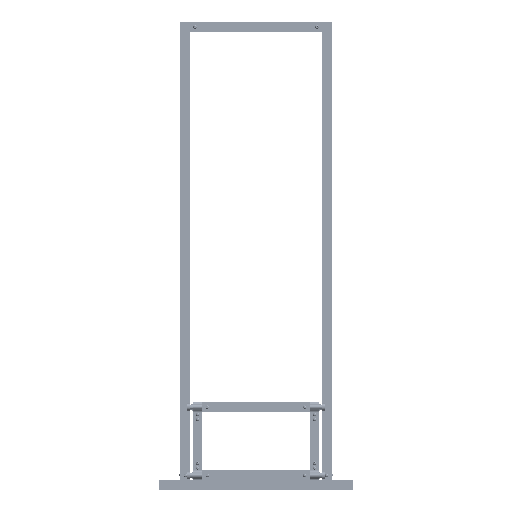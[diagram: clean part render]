
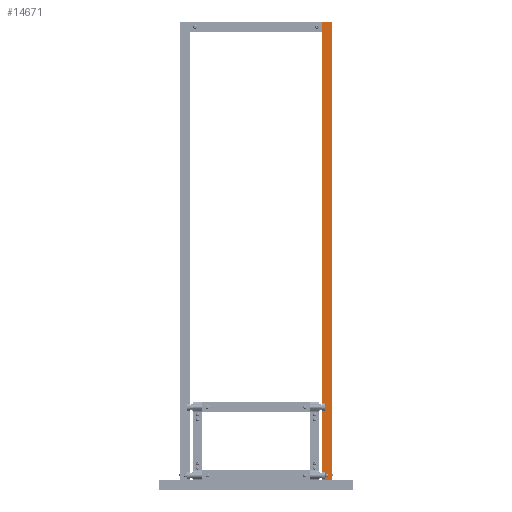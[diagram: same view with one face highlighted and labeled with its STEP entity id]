
A CAD part, top view. The second image highlights one B-rep face of the part: STEP entity #14671.
In plain terms, the highlighted face is planar.
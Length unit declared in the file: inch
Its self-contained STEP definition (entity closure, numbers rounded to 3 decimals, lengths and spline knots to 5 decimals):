
#558 = VECTOR ( 'NONE', #25950, 39.37008 ) ;
#684 = DIRECTION ( 'NONE',  ( -1., 0., 0. ) ) ;
#1313 = VERTEX_POINT ( 'NONE', #7573 ) ;
#1924 = CARTESIAN_POINT ( 'NONE',  ( 23.5, -1., -0.5 ) ) ;
#2086 = EDGE_CURVE ( 'NONE', #15792, #1313, #19946, .T. ) ;
#2478 = LINE ( 'NONE', #13000, #23613 ) ;
#2564 = EDGE_CURVE ( 'NONE', #21592, #7044, #13658, .T. ) ;
#3610 = ORIENTED_EDGE ( 'NONE', *, *, #2086, .T. ) ;
#4024 = CIRCLE ( 'NONE', #12475, 0.098 ) ;
#4514 = AXIS2_PLACEMENT_3D ( 'NONE', #11879, #12294, #8018 ) ;
#4753 = VECTOR ( 'NONE', #26553, 39.37008 ) ;
#4832 = DIRECTION ( 'NONE',  ( 0., 0., -1. ) ) ;
#5200 = VECTOR ( 'NONE', #4832, 39.37008 ) ;
#6342 = FACE_BOUND ( 'NONE', #22381, .T. ) ;
#6761 = LINE ( 'NONE', #1924, #558 ) ;
#7044 = VERTEX_POINT ( 'NONE', #10335 ) ;
#7573 = CARTESIAN_POINT ( 'NONE',  ( -23.5, -1., -0.5 ) ) ;
#8018 = DIRECTION ( 'NONE',  ( 0., 0., 1. ) ) ;
#8394 = CARTESIAN_POINT ( 'NONE',  ( 23., -1., -0.098 ) ) ;
#8919 = VERTEX_POINT ( 'NONE', #8394 ) ;
#10335 = CARTESIAN_POINT ( 'NONE',  ( 23.5, -1., -0.5 ) ) ;
#10663 = FACE_OUTER_BOUND ( 'NONE', #24202, .T. ) ;
#11630 = CARTESIAN_POINT ( 'NONE',  ( 23.5, -1., 0.5 ) ) ;
#11879 = CARTESIAN_POINT ( 'NONE',  ( 23., -1., 0. ) ) ;
#12294 = DIRECTION ( 'NONE',  ( 0., 1., 0. ) ) ;
#12475 = AXIS2_PLACEMENT_3D ( 'NONE', #24532, #17884, #22440 ) ;
#13000 = CARTESIAN_POINT ( 'NONE',  ( 23.5, -1., 0.5 ) ) ;
#13658 = LINE ( 'NONE', #18097, #4753 ) ;
#14143 = ORIENTED_EDGE ( 'NONE', *, *, #19104, .T. ) ;
#14671 = ADVANCED_FACE ( 'NONE', ( #6342, #10663 ), #15353, .F. ) ;
#14788 = CARTESIAN_POINT ( 'NONE',  ( 23.5, -1., 0.5 ) ) ;
#15353 = PLANE ( 'NONE',  #22598 ) ;
#15375 = ORIENTED_EDGE ( 'NONE', *, *, #15920, .T. ) ;
#15792 = VERTEX_POINT ( 'NONE', #22304 ) ;
#15851 = EDGE_CURVE ( 'NONE', #16966, #8919, #4024, .T. ) ;
#15920 = EDGE_CURVE ( 'NONE', #8919, #16966, #16032, .T. ) ;
#16032 = CIRCLE ( 'NONE', #4514, 0.098 ) ;
#16966 = VERTEX_POINT ( 'NONE', #20471 ) ;
#17884 = DIRECTION ( 'NONE',  ( 0., 1., 0. ) ) ;
#18097 = CARTESIAN_POINT ( 'NONE',  ( 23.5, -1., 0.5 ) ) ;
#18375 = ORIENTED_EDGE ( 'NONE', *, *, #24732, .F. ) ;
#19104 = EDGE_CURVE ( 'NONE', #21592, #15792, #2478, .T. ) ;
#19165 = ORIENTED_EDGE ( 'NONE', *, *, #2564, .F. ) ;
#19243 = DIRECTION ( 'NONE',  ( 0., 1., 0. ) ) ;
#19946 = LINE ( 'NONE', #24078, #5200 ) ;
#20471 = CARTESIAN_POINT ( 'NONE',  ( 23., -1., 0.098 ) ) ;
#21592 = VERTEX_POINT ( 'NONE', #11630 ) ;
#22304 = CARTESIAN_POINT ( 'NONE',  ( -23.5, -1., 0.5 ) ) ;
#22381 = EDGE_LOOP ( 'NONE', ( #22874, #15375 ) ) ;
#22440 = DIRECTION ( 'NONE',  ( 0., 0., 1. ) ) ;
#22598 = AXIS2_PLACEMENT_3D ( 'NONE', #14788, #19243, #23507 ) ;
#22874 = ORIENTED_EDGE ( 'NONE', *, *, #15851, .T. ) ;
#23507 = DIRECTION ( 'NONE',  ( 0., 0., 1. ) ) ;
#23613 = VECTOR ( 'NONE', #684, 39.37008 ) ;
#24078 = CARTESIAN_POINT ( 'NONE',  ( -23.5, -1., 0.5 ) ) ;
#24202 = EDGE_LOOP ( 'NONE', ( #3610, #18375, #19165, #14143 ) ) ;
#24532 = CARTESIAN_POINT ( 'NONE',  ( 23., -1., 0. ) ) ;
#24732 = EDGE_CURVE ( 'NONE', #7044, #1313, #6761, .T. ) ;
#25950 = DIRECTION ( 'NONE',  ( -1., 0., 0. ) ) ;
#26553 = DIRECTION ( 'NONE',  ( 0., 0., -1. ) ) ;
